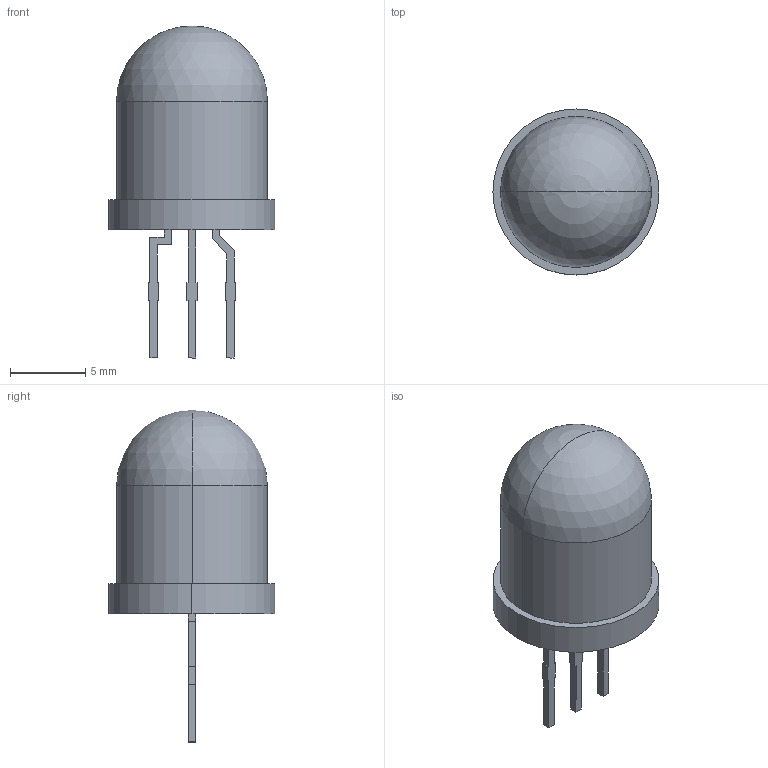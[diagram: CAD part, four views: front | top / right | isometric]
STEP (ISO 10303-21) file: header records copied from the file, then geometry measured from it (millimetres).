
FILE_DESCRIPTION((''),'2;1');
FILE_NAME('LED_KINGBRIGHT_L-819EGW.stp','2010-12-07T11:55:47',(''),(''),'Mechanical Desktop 2011','Mechanical Desktop 2011',', , ');
FILE_SCHEMA(('AUTOMOTIVE_DESIGN { 1 2 10303 214 1 1 1 1 }'));
Length unit declared in the file: millimetre
Products named in the file (1): Product
Bounding box: 11 x 11 x 22 mm (x, y, z)
Volume: 969.4 mm3; surface area: 913.2 mm2
Topology: 6 solids, 6 shells, 61 faces, 151 edges, 100 vertices
Faces by surface type: plane 55, cylinder 4, sphere 2
Entity records: 1819 total; most frequent: CARTESIAN_POINT 311, ORIENTED_EDGE 298, DIRECTION 286, EDGE_CURVE 149, VECTOR 136, LINE 136, VERTEX_POINT 100, AXIS2_PLACEMENT_3D 75
